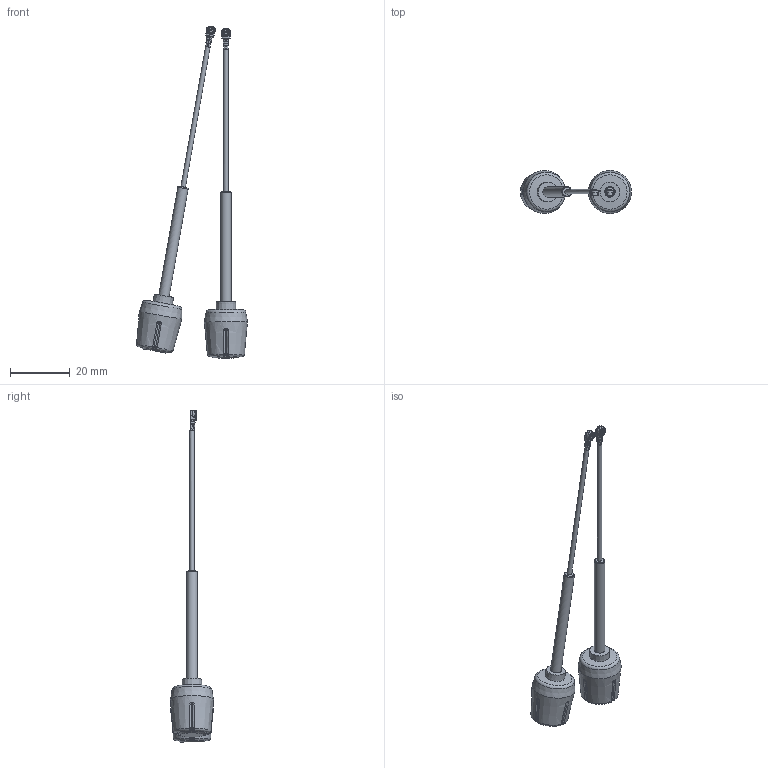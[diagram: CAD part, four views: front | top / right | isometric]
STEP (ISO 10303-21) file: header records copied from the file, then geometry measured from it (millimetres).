
FILE_DESCRIPTION(/* description */ ('','CAx-IF Rec.Pracs.---Representation and Presentation of Product Manufacturing Information (PMI)---4.0---2014-10-13'),/* implementation_level */ '2;1');
FILE_NAME(/* name */ 'DJI O4 Pro Antenna v1.step',/* time_stamp */ '2025-02-11T15:57:19-08:00',/* author */ (''),/* organization */ (''),/* preprocessor_version */ 'ST-DEVELOPER v20',/* originating_system */ 'Autodesk Translation Framework v13.20.0.188',/* authorisation */ '');
FILE_SCHEMA (('AP242_MANAGED_MODEL_BASED_3D_ENGINEERING_MIM_LF { 1 0 10303 442 1 1 4 }'));
Length unit declared in the file: millimetre
Products named in the file (1): DJI O4  Pro Antenna
Bounding box: 37.29 x 14.5 x 111.6 mm (x, y, z)
Volume: 5659.9 mm3; surface area: 3420 mm2
Topology: 4 solids, 4 shells, 622 faces, 1696 edges, 1082 vertices
Faces by surface type: plane 268, cylinder 150, bspline 142, torus 44, cone 18
Full cylindrical faces by diameter (mm): 1.5 x2, 2 x2, 2.4 x2, 3.5 x2
Entity records: 24064 total; most frequent: CARTESIAN_POINT 8581, ORIENTED_EDGE 3360, DIRECTION 2826, EDGE_CURVE 1680, VERTEX_POINT 1082, AXIS2_PLACEMENT_3D 997, LINE 832, VECTOR 832
